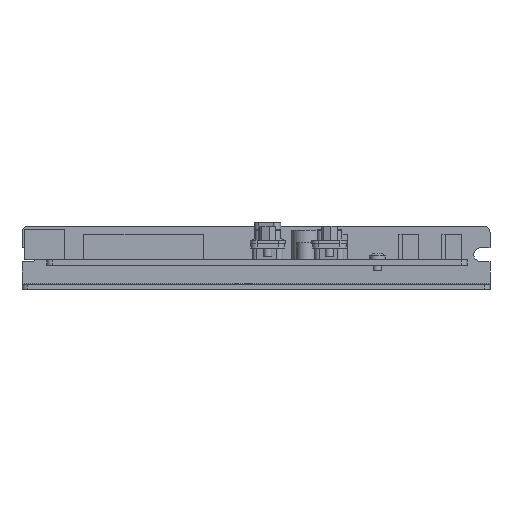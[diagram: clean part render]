
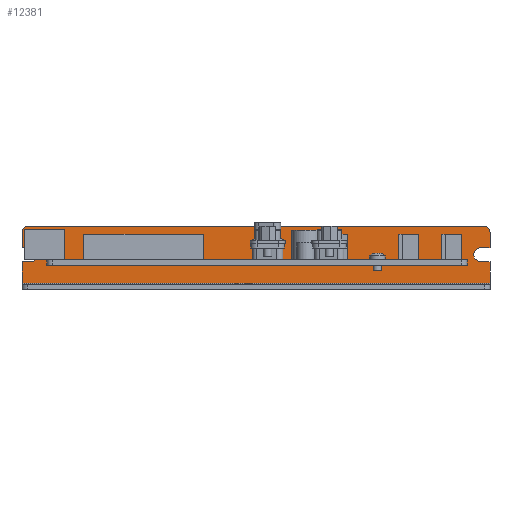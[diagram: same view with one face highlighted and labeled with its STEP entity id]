
A CAD part, left-side view. The second image highlights one B-rep face of the part: STEP entity #12381.
In plain terms, the highlighted planar face has unit normal (-1, 0, 0).
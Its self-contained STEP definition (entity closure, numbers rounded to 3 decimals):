
#30 = VERTEX_POINT ( 'NONE', #9170 ) ;
#39 = VERTEX_POINT ( 'NONE', #10866 ) ;
#118 = DIRECTION ( 'NONE',  ( 0., 0., -1. ) ) ;
#380 = FACE_OUTER_BOUND ( 'NONE', #11990, .T. ) ;
#389 = VERTEX_POINT ( 'NONE', #1969 ) ;
#592 = DIRECTION ( 'NONE',  ( 0., -1., 0. ) ) ;
#866 = CARTESIAN_POINT ( 'NONE',  ( 56.3, -81.2, 11.8 ) ) ;
#1208 = VECTOR ( 'NONE', #592, 1000. ) ;
#1290 = DIRECTION ( 'NONE',  ( 0., 1., 0. ) ) ;
#1361 = ORIENTED_EDGE ( 'NONE', *, *, #7045, .F. ) ;
#1375 = VERTEX_POINT ( 'NONE', #13804 ) ;
#1559 = VERTEX_POINT ( 'NONE', #21139 ) ;
#1628 = EDGE_CURVE ( 'NONE', #8830, #21493, #20409, .T. ) ;
#1706 = DIRECTION ( 'NONE',  ( 0., 1., 0. ) ) ;
#1722 = ORIENTED_EDGE ( 'NONE', *, *, #13454, .F. ) ;
#1969 = CARTESIAN_POINT ( 'NONE',  ( 56.3, -83.2, 11.8 ) ) ;
#1971 = ORIENTED_EDGE ( 'NONE', *, *, #15574, .F. ) ;
#2183 = DIRECTION ( 'NONE',  ( 0., -1., 0. ) ) ;
#2186 = VERTEX_POINT ( 'NONE', #19666 ) ;
#2606 = ORIENTED_EDGE ( 'NONE', *, *, #18382, .F. ) ;
#2804 = DIRECTION ( 'NONE',  ( 0., -1., 0. ) ) ;
#2997 = CARTESIAN_POINT ( 'NONE',  ( 56.3, -83.2, -7. ) ) ;
#3050 = CIRCLE ( 'NONE', #18653, 2. ) ;
#3133 = DIRECTION ( 'NONE',  ( 0., 1., 0. ) ) ;
#3222 = CIRCLE ( 'NONE', #19748, 2.5 ) ;
#3296 = ORIENTED_EDGE ( 'NONE', *, *, #14559, .T. ) ;
#3352 = CARTESIAN_POINT ( 'NONE',  ( 56.3, -83.2, -7. ) ) ;
#3364 = LINE ( 'NONE', #15025, #16300 ) ;
#3465 = CARTESIAN_POINT ( 'NONE',  ( 56.3, 80.5, 6.3 ) ) ;
#3643 = DIRECTION ( 'NONE',  ( 0., 0., -1. ) ) ;
#4176 = AXIS2_PLACEMENT_3D ( 'NONE', #11028, #4411, #7776 ) ;
#4411 = DIRECTION ( 'NONE',  ( -1., 0., 0. ) ) ;
#4576 = CIRCLE ( 'NONE', #18843, 2. ) ;
#4650 = CARTESIAN_POINT ( 'NONE',  ( 56.3, 83.8, -7. ) ) ;
#4825 = LINE ( 'NONE', #11675, #10382 ) ;
#5681 = VERTEX_POINT ( 'NONE', #16843 ) ;
#5775 = VECTOR ( 'NONE', #16490, 1000. ) ;
#5969 = CARTESIAN_POINT ( 'NONE',  ( 56.3, 83.8, 1.3 ) ) ;
#6388 = DIRECTION ( 'NONE',  ( 0., 0., -1. ) ) ;
#7045 = EDGE_CURVE ( 'NONE', #1375, #1559, #3364, .T. ) ;
#7301 = DIRECTION ( 'NONE',  ( -1., 0., 0. ) ) ;
#7658 = VECTOR ( 'NONE', #2804, 1000. ) ;
#7776 = DIRECTION ( 'NONE',  ( 0., 1., 0. ) ) ;
#7831 = CARTESIAN_POINT ( 'NONE',  ( 56.3, -83.2, 13.8 ) ) ;
#8154 = CARTESIAN_POINT ( 'NONE',  ( 56.3, 83.8, 11.8 ) ) ;
#8166 = DIRECTION ( 'NONE',  ( -1., 0., 0. ) ) ;
#8208 = CARTESIAN_POINT ( 'NONE',  ( 56.3, -79.9, 1.3 ) ) ;
#8260 = VECTOR ( 'NONE', #18009, 1000. ) ;
#8388 = EDGE_CURVE ( 'NONE', #21243, #13939, #20177, .T. ) ;
#8530 = ORIENTED_EDGE ( 'NONE', *, *, #15769, .T. ) ;
#8558 = CARTESIAN_POINT ( 'NONE',  ( 56.3, -83.2, 1.3 ) ) ;
#8830 = VERTEX_POINT ( 'NONE', #3465 ) ;
#8967 = ORIENTED_EDGE ( 'NONE', *, *, #8388, .F. ) ;
#9170 = CARTESIAN_POINT ( 'NONE',  ( 56.3, -83.2, 6.3 ) ) ;
#9402 = CARTESIAN_POINT ( 'NONE',  ( 56.3, -83.2, -7. ) ) ;
#9801 = LINE ( 'NONE', #4650, #13987 ) ;
#10020 = ORIENTED_EDGE ( 'NONE', *, *, #13629, .T. ) ;
#10023 = LINE ( 'NONE', #7831, #19236 ) ;
#10132 = VECTOR ( 'NONE', #3643, 1000. ) ;
#10382 = VECTOR ( 'NONE', #118, 1000. ) ;
#10866 = CARTESIAN_POINT ( 'NONE',  ( 56.3, 80.5, 1.3 ) ) ;
#11028 = CARTESIAN_POINT ( 'NONE',  ( 56.3, 80.5, 3.8 ) ) ;
#11059 = VERTEX_POINT ( 'NONE', #5969 ) ;
#11377 = ORIENTED_EDGE ( 'NONE', *, *, #17338, .T. ) ;
#11675 = CARTESIAN_POINT ( 'NONE',  ( 56.3, 83.8, -7. ) ) ;
#11811 = EDGE_CURVE ( 'NONE', #389, #19651, #4576, .T. ) ;
#11990 = EDGE_LOOP ( 'NONE', ( #3296, #8530, #11377, #14348, #1971, #2606, #19754, #1361, #1722, #8967, #20960, #10020, #19027, #18305 ) ) ;
#12098 = EDGE_CURVE ( 'NONE', #389, #30, #18044, .T. ) ;
#12200 = LINE ( 'NONE', #18829, #17436 ) ;
#12381 = ADVANCED_FACE ( 'NONE', ( #380 ), #17812, .F. ) ;
#12513 = CARTESIAN_POINT ( 'NONE',  ( 56.3, 83.8, 6.3 ) ) ;
#12993 = CARTESIAN_POINT ( 'NONE',  ( 56.3, 81.8, 11.8 ) ) ;
#13000 = EDGE_CURVE ( 'NONE', #11059, #1559, #9801, .T. ) ;
#13454 = EDGE_CURVE ( 'NONE', #13939, #1375, #20324, .T. ) ;
#13608 = CARTESIAN_POINT ( 'NONE',  ( 56.3, -81.2, 13.8 ) ) ;
#13629 = EDGE_CURVE ( 'NONE', #2186, #30, #16154, .T. ) ;
#13804 = CARTESIAN_POINT ( 'NONE',  ( 56.3, -83.2, -6.5 ) ) ;
#13939 = VERTEX_POINT ( 'NONE', #8558 ) ;
#13987 = VECTOR ( 'NONE', #6388, 1000. ) ;
#14348 = ORIENTED_EDGE ( 'NONE', *, *, #1628, .F. ) ;
#14559 = EDGE_CURVE ( 'NONE', #19651, #5681, #10023, .T. ) ;
#14562 = DIRECTION ( 'NONE',  ( 0., 1., 0. ) ) ;
#14629 = DIRECTION ( 'NONE',  ( 1., 0., 0. ) ) ;
#15025 = CARTESIAN_POINT ( 'NONE',  ( 56.3, -83.2, -6.5 ) ) ;
#15574 = EDGE_CURVE ( 'NONE', #39, #8830, #18884, .T. ) ;
#15769 = EDGE_CURVE ( 'NONE', #5681, #20624, #3050, .T. ) ;
#15978 = DIRECTION ( 'NONE',  ( 0., 1., 0. ) ) ;
#16151 = CARTESIAN_POINT ( 'NONE',  ( 56.3, -83.2, 6.3 ) ) ;
#16154 = LINE ( 'NONE', #16151, #7658 ) ;
#16219 = DIRECTION ( 'NONE',  ( 0., -1., 0. ) ) ;
#16300 = VECTOR ( 'NONE', #1706, 1000. ) ;
#16490 = DIRECTION ( 'NONE',  ( 0., 0., -1. ) ) ;
#16843 = CARTESIAN_POINT ( 'NONE',  ( 56.3, 81.8, 13.8 ) ) ;
#17338 = EDGE_CURVE ( 'NONE', #20624, #21493, #4825, .T. ) ;
#17436 = VECTOR ( 'NONE', #2183, 1000. ) ;
#17525 = CARTESIAN_POINT ( 'NONE',  ( 56.3, -79.9, 3.8 ) ) ;
#17812 = PLANE ( 'NONE',  #21028 ) ;
#17967 = DIRECTION ( 'NONE',  ( -1., 0., 0. ) ) ;
#18009 = DIRECTION ( 'NONE',  ( 0., 1., 0. ) ) ;
#18044 = LINE ( 'NONE', #3352, #10132 ) ;
#18130 = EDGE_CURVE ( 'NONE', #2186, #21243, #3222, .T. ) ;
#18305 = ORIENTED_EDGE ( 'NONE', *, *, #11811, .T. ) ;
#18382 = EDGE_CURVE ( 'NONE', #11059, #39, #12200, .T. ) ;
#18653 = AXIS2_PLACEMENT_3D ( 'NONE', #12993, #8166, #3133 ) ;
#18829 = CARTESIAN_POINT ( 'NONE',  ( 56.3, 87.1, 1.3 ) ) ;
#18843 = AXIS2_PLACEMENT_3D ( 'NONE', #866, #7301, #15978 ) ;
#18884 = CIRCLE ( 'NONE', #4176, 2.5 ) ;
#19019 = CARTESIAN_POINT ( 'NONE',  ( 56.3, -86.5, 1.3 ) ) ;
#19027 = ORIENTED_EDGE ( 'NONE', *, *, #12098, .F. ) ;
#19236 = VECTOR ( 'NONE', #14562, 1000. ) ;
#19464 = CARTESIAN_POINT ( 'NONE',  ( 56.3, 87.1, 6.3 ) ) ;
#19651 = VERTEX_POINT ( 'NONE', #13608 ) ;
#19666 = CARTESIAN_POINT ( 'NONE',  ( 56.3, -79.9, 6.3 ) ) ;
#19748 = AXIS2_PLACEMENT_3D ( 'NONE', #17525, #17967, #16219 ) ;
#19754 = ORIENTED_EDGE ( 'NONE', *, *, #13000, .T. ) ;
#20177 = LINE ( 'NONE', #19019, #1208 ) ;
#20324 = LINE ( 'NONE', #2997, #5775 ) ;
#20409 = LINE ( 'NONE', #19464, #8260 ) ;
#20624 = VERTEX_POINT ( 'NONE', #8154 ) ;
#20960 = ORIENTED_EDGE ( 'NONE', *, *, #18130, .F. ) ;
#21028 = AXIS2_PLACEMENT_3D ( 'NONE', #9402, #14629, #1290 ) ;
#21139 = CARTESIAN_POINT ( 'NONE',  ( 56.3, 83.8, -6.5 ) ) ;
#21243 = VERTEX_POINT ( 'NONE', #8208 ) ;
#21493 = VERTEX_POINT ( 'NONE', #12513 ) ;
